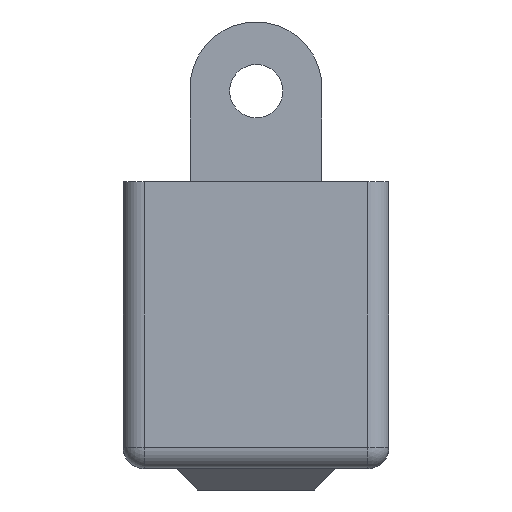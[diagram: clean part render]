
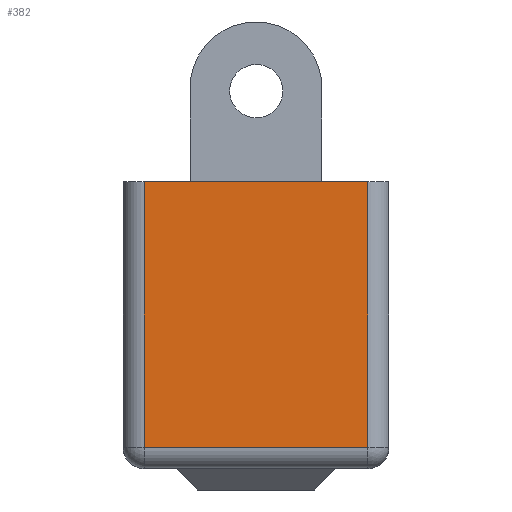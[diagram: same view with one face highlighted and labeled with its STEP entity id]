
A CAD part, left-side view. The second image highlights one B-rep face of the part: STEP entity #382.
In plain terms, the highlighted planar face has unit normal (-1, 0, 0).
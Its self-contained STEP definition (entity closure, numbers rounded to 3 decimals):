
#8 = VECTOR ( 'NONE', #1454, 1000. ) ;
#9 = FACE_OUTER_BOUND ( 'NONE', #633, .T. ) ;
#116 = EDGE_CURVE ( 'NONE', #503, #1470, #1298, .T. ) ;
#163 = CARTESIAN_POINT ( 'NONE',  ( -29.453, 9.84, 13.5 ) ) ;
#186 = CARTESIAN_POINT ( 'NONE',  ( -29.453, 9.84, 13.5 ) ) ;
#187 = DIRECTION ( 'NONE',  ( 1., 0., 0. ) ) ;
#240 = CARTESIAN_POINT ( 'NONE',  ( -29.453, 8.84, 1. ) ) ;
#289 = DIRECTION ( 'NONE',  ( 0., -1., 0. ) ) ;
#301 = CARTESIAN_POINT ( 'NONE',  ( -29.453, -1.66, 1. ) ) ;
#329 = ORIENTED_EDGE ( 'NONE', *, *, #116, .T. ) ;
#382 = ADVANCED_FACE ( 'NONE', ( #9 ), #814, .F. ) ;
#449 = AXIS2_PLACEMENT_3D ( 'NONE', #186, #187, #1069 ) ;
#498 = ORIENTED_EDGE ( 'NONE', *, *, #1222, .T. ) ;
#503 = VERTEX_POINT ( 'NONE', #301 ) ;
#587 = CARTESIAN_POINT ( 'NONE',  ( -29.453, 9.84, 1. ) ) ;
#613 = CARTESIAN_POINT ( 'NONE',  ( -29.453, 8.84, 13.5 ) ) ;
#619 = VECTOR ( 'NONE', #1469, 1000. ) ;
#633 = EDGE_LOOP ( 'NONE', ( #1081, #1462, #498, #329 ) ) ;
#669 = VECTOR ( 'NONE', #1283, 1000. ) ;
#814 = PLANE ( 'NONE',  #449 ) ;
#851 = VERTEX_POINT ( 'NONE', #240 ) ;
#928 = LINE ( 'NONE', #163, #619 ) ;
#930 = EDGE_CURVE ( 'NONE', #1351, #851, #998, .T. ) ;
#936 = CARTESIAN_POINT ( 'NONE',  ( -29.453, -1.66, 13.5 ) ) ;
#998 = LINE ( 'NONE', #613, #8 ) ;
#1069 = DIRECTION ( 'NONE',  ( 0., 1., 0. ) ) ;
#1081 = ORIENTED_EDGE ( 'NONE', *, *, #1295, .F. ) ;
#1188 = CARTESIAN_POINT ( 'NONE',  ( -29.453, 8.84, 13.5 ) ) ;
#1222 = EDGE_CURVE ( 'NONE', #851, #503, #1288, .T. ) ;
#1283 = DIRECTION ( 'NONE',  ( 0., 0., 1. ) ) ;
#1288 = LINE ( 'NONE', #587, #1315 ) ;
#1295 = EDGE_CURVE ( 'NONE', #1351, #1470, #928, .T. ) ;
#1298 = LINE ( 'NONE', #936, #669 ) ;
#1311 = CARTESIAN_POINT ( 'NONE',  ( -29.453, -1.66, 13.5 ) ) ;
#1315 = VECTOR ( 'NONE', #289, 1000. ) ;
#1351 = VERTEX_POINT ( 'NONE', #1188 ) ;
#1454 = DIRECTION ( 'NONE',  ( 0., 0., -1. ) ) ;
#1462 = ORIENTED_EDGE ( 'NONE', *, *, #930, .T. ) ;
#1469 = DIRECTION ( 'NONE',  ( 0., -1., 0. ) ) ;
#1470 = VERTEX_POINT ( 'NONE', #1311 ) ;
